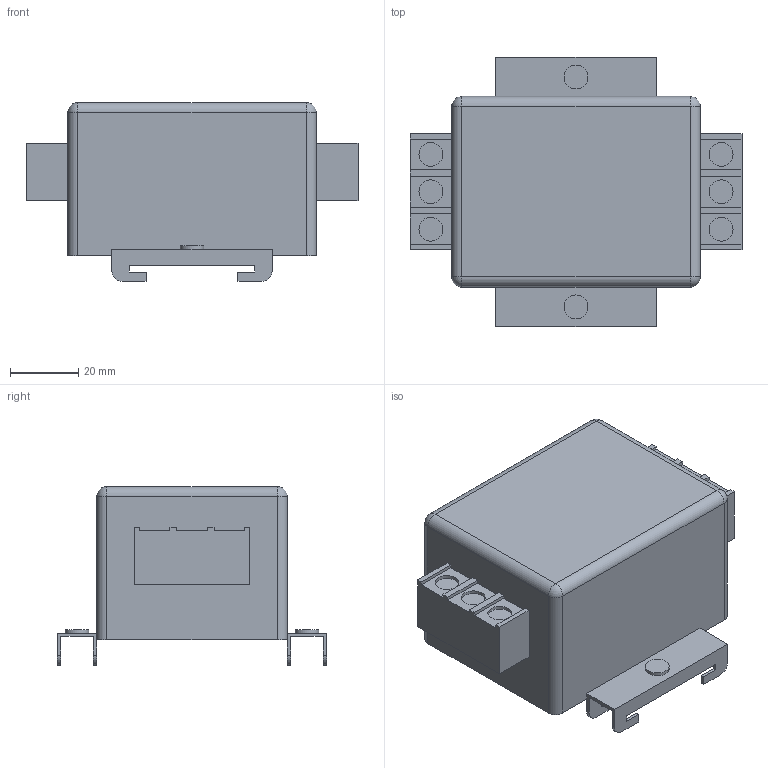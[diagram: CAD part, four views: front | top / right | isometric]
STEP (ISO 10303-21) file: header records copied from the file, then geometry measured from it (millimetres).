
FILE_DESCRIPTION(/* description */ (''),/* implementation_level */ '2;1');
FILE_NAME(/* name */ 'D1052-30D.stp',/* time_stamp */ '2024-08-09T15:39:24+08:00',/* author */ (''),/* organization */ (''),/* preprocessor_version */ 'ST-DEVELOPER v14',/* originating_system */ 'SIEMENS PLM Software NX 8.0',/* authorisation */ '');
FILE_SCHEMA (('AUTOMOTIVE_DESIGN { 1 0 10303 214 3 1 1 1 }'));
Length unit declared in the file: millimetre
Products named in the file (1): D1052-30D 3D_stp
Bounding box: 97.5 x 79 x 52.5 mm (x, y, z)
Volume: 198381.6 mm3; surface area: 26196.1 mm2
Topology: 1 solids, 1 shells, 128 faces, 336 edges, 216 vertices
Faces by surface type: plane 100, cylinder 24, sphere 4
Full cylindrical faces by diameter (mm): 7 x8
Entity records: 3840 total; most frequent: CARTESIAN_POINT 669, ORIENTED_EDGE 648, DIRECTION 630, EDGE_CURVE 324, LINE 276, VECTOR 276, VERTEX_POINT 216, AXIS2_PLACEMENT_3D 177
